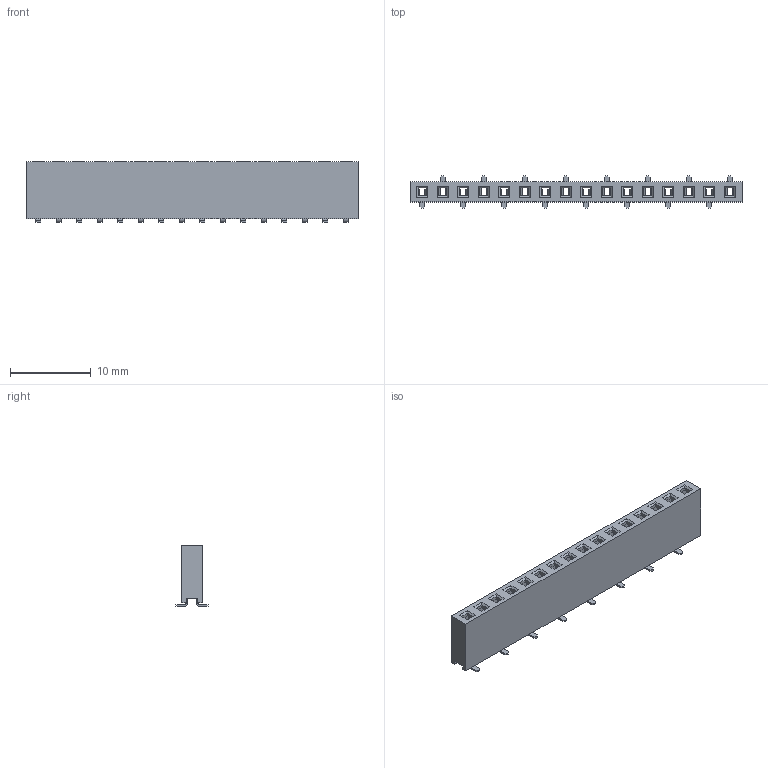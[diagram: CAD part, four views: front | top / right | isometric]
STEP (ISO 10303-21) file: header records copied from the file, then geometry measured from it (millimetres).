
FILE_DESCRIPTION(/* description */ ('Unknown'),/* implementation_level */ '2;1');
FILE_NAME(/* name */ '61001613321',/* time_stamp */ '2015-12-18T09:43:36+01:00',/* author */ ('Unknown'),/* organization */ ('Unknown'),/* preprocessor_version */ 'ST-DEVELOPER v16',/* originating_system */ 'DEX',/* authorisation */ $);
FILE_SCHEMA (('AUTOMOTIVE_DESIGN {1 0 10303 214 3 1 1}'));
Length unit declared in the file: millimetre
Products named in the file (3): 6100xx13321; 6100161xx21; 6100xx1xx21_PIN
Assembly tree (17 placements, depth 2):
  6100xx13321
    6100161xx21
    6100xx1xx21_PIN  x16
Bounding box: 41.14 x 4.05 x 7.51 mm (x, y, z)
Volume: 471 mm3; surface area: 2236 mm2
Topology: 17 solids, 17 shells, 1290 faces, 3512 edges, 2256 vertices
Faces by surface type: plane 842, cylinder 384, bspline 64
Entity records: 8470 total; most frequent: CARTESIAN_POINT 1518, ORIENTED_EDGE 1444, DIRECTION 1330, EDGE_CURVE 722, LINE 666, VECTOR 666, VERTEX_POINT 456, AXIS2_PLACEMENT_3D 332
